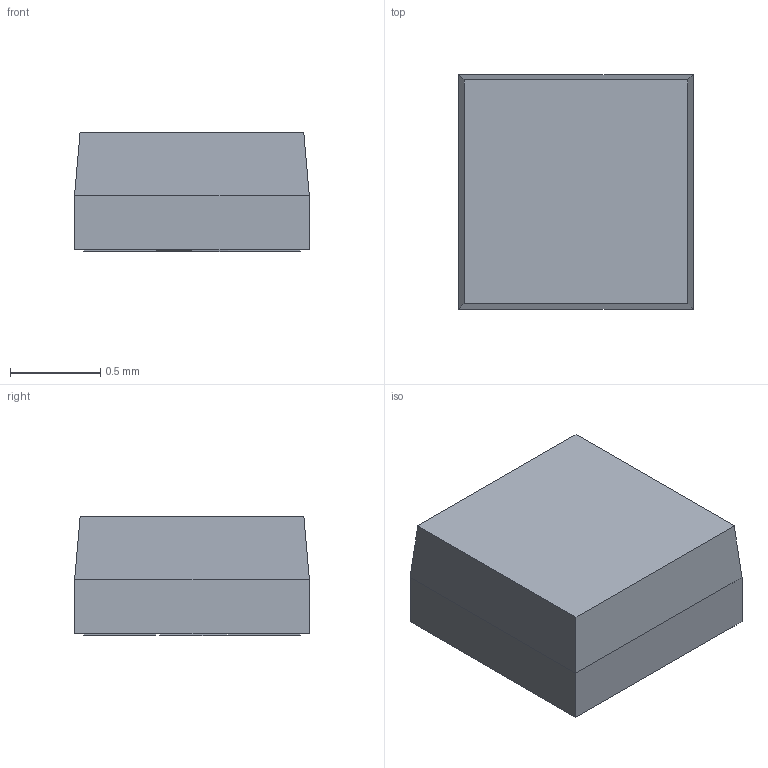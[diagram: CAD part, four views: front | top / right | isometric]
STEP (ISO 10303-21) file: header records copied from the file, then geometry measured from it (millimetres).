
FILE_DESCRIPTION (( 'STEP AP214' ), '1' );
FILE_NAME ('LED-SMD_4P-L1.3-W1.3-P0.80_WS2812E-1313.STEP', '2024-03-06T14:03:55', ( '' ), ( '' ), 'SwSTEP 2.0', 'SolidWorks 2020', '' );
FILE_SCHEMA (( 'AUTOMOTIVE_DESIGN' ));
Length unit declared in the file: millimetre
Products named in the file (1): LED-SMD_4P-L1.3-W1.3-P0.80_WS2812E-1313
Bounding box: 1.3 x 1.3 x 0.66 mm (x, y, z)
Volume: 1.1 mm3; surface area: 13.8 mm2
Topology: 24 solids, 24 shells, 316 faces, 804 edges, 536 vertices
Faces by surface type: plane 213, bspline 98, cylinder 5
Entity records: 13691 total; most frequent: CARTESIAN_POINT 2963, ORIENTED_EDGE 1608, DIRECTION 1052, EDGE_CURVE 804, LINE 594, VECTOR 594, VERTEX_POINT 536, UNCERTAINTY_MEASURE_WITH_UNIT 342
